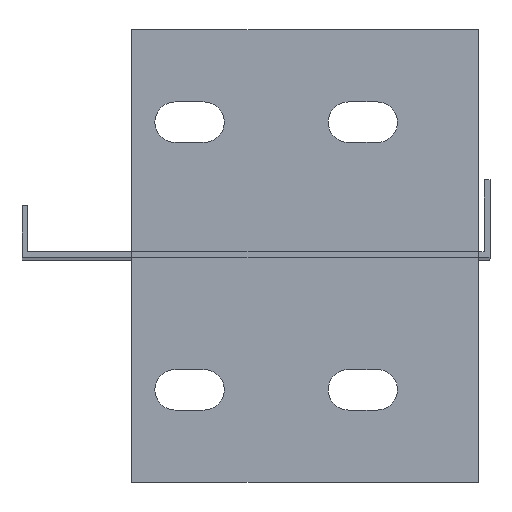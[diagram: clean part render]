
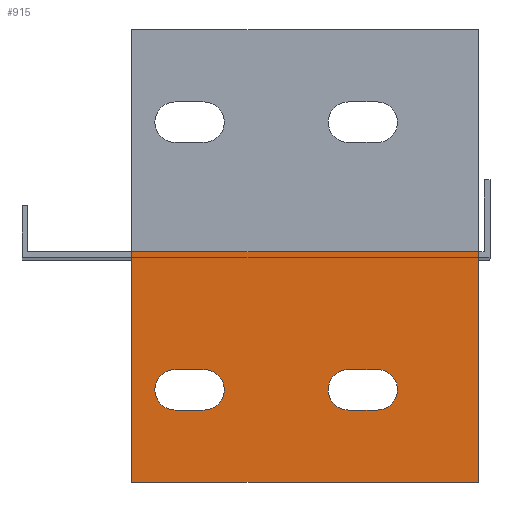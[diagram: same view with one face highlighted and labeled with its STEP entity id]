
A CAD part, top view. The second image highlights one B-rep face of the part: STEP entity #915.
In plain terms, the highlighted planar face has unit normal (0, 0, 1).
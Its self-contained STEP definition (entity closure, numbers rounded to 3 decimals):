
#26=FACE_BOUND('',#105,.T.);
#27=FACE_BOUND('',#106,.T.);
#38=CIRCLE('',#991,3.5);
#39=CIRCLE('',#992,3.5);
#40=CIRCLE('',#993,3.5);
#41=CIRCLE('',#994,3.5);
#56=FACE_OUTER_BOUND('',#104,.T.);
#104=EDGE_LOOP('',(#660,#661,#662,#663,#664,#665));
#105=EDGE_LOOP('',(#666,#667,#668,#669));
#106=EDGE_LOOP('',(#670,#671,#672,#673));
#204=LINE('',#1404,#314);
#206=LINE('',#1409,#316);
#207=LINE('',#1411,#317);
#208=LINE('',#1413,#318);
#209=LINE('',#1415,#319);
#210=LINE('',#1416,#320);
#211=LINE('',#1421,#321);
#212=LINE('',#1424,#322);
#213=LINE('',#1429,#323);
#214=LINE('',#1432,#324);
#314=VECTOR('',#1130,10.);
#316=VECTOR('',#1136,10.);
#317=VECTOR('',#1137,10.);
#318=VECTOR('',#1138,10.);
#319=VECTOR('',#1139,10.);
#320=VECTOR('',#1140,10.);
#321=VECTOR('',#1143,10.);
#322=VECTOR('',#1146,10.);
#323=VECTOR('',#1149,10.);
#324=VECTOR('',#1152,10.);
#416=VERTEX_POINT('',#1390);
#421=VERTEX_POINT('',#1402);
#422=VERTEX_POINT('',#1408);
#423=VERTEX_POINT('',#1410);
#424=VERTEX_POINT('',#1412);
#425=VERTEX_POINT('',#1414);
#426=VERTEX_POINT('',#1417);
#427=VERTEX_POINT('',#1418);
#428=VERTEX_POINT('',#1420);
#429=VERTEX_POINT('',#1422);
#430=VERTEX_POINT('',#1425);
#431=VERTEX_POINT('',#1426);
#432=VERTEX_POINT('',#1428);
#433=VERTEX_POINT('',#1430);
#516=EDGE_CURVE('',#421,#416,#204,.T.);
#518=EDGE_CURVE('',#422,#421,#206,.T.);
#519=EDGE_CURVE('',#422,#423,#207,.T.);
#520=EDGE_CURVE('',#423,#424,#208,.T.);
#521=EDGE_CURVE('',#424,#425,#209,.T.);
#522=EDGE_CURVE('',#416,#425,#210,.T.);
#523=EDGE_CURVE('',#426,#427,#38,.T.);
#524=EDGE_CURVE('',#427,#428,#211,.T.);
#525=EDGE_CURVE('',#428,#429,#39,.T.);
#526=EDGE_CURVE('',#429,#426,#212,.T.);
#527=EDGE_CURVE('',#430,#431,#40,.T.);
#528=EDGE_CURVE('',#431,#432,#213,.T.);
#529=EDGE_CURVE('',#432,#433,#41,.T.);
#530=EDGE_CURVE('',#433,#430,#214,.T.);
#660=ORIENTED_EDGE('',*,*,#518,.F.);
#661=ORIENTED_EDGE('',*,*,#519,.T.);
#662=ORIENTED_EDGE('',*,*,#520,.T.);
#663=ORIENTED_EDGE('',*,*,#521,.T.);
#664=ORIENTED_EDGE('',*,*,#522,.F.);
#665=ORIENTED_EDGE('',*,*,#516,.F.);
#666=ORIENTED_EDGE('',*,*,#523,.T.);
#667=ORIENTED_EDGE('',*,*,#524,.T.);
#668=ORIENTED_EDGE('',*,*,#525,.T.);
#669=ORIENTED_EDGE('',*,*,#526,.T.);
#670=ORIENTED_EDGE('',*,*,#527,.T.);
#671=ORIENTED_EDGE('',*,*,#528,.T.);
#672=ORIENTED_EDGE('',*,*,#529,.T.);
#673=ORIENTED_EDGE('',*,*,#530,.T.);
#834=PLANE('',#990);
#915=ADVANCED_FACE('',(#56,#26,#27),#834,.T.);
#990=AXIS2_PLACEMENT_3D('',#1407,#1134,#1135);
#991=AXIS2_PLACEMENT_3D('',#1419,#1141,#1142);
#992=AXIS2_PLACEMENT_3D('',#1423,#1144,#1145);
#993=AXIS2_PLACEMENT_3D('',#1427,#1147,#1148);
#994=AXIS2_PLACEMENT_3D('',#1431,#1150,#1151);
#1130=DIRECTION('',(1.,0.,0.));
#1134=DIRECTION('center_axis',(0.,0.,
1.));
#1135=DIRECTION('ref_axis',(0.,-1.,0.));
#1136=DIRECTION('',(0.,1.,0.));
#1137=DIRECTION('',(0.,-1.,0.));
#1138=DIRECTION('',(1.,0.,0.));
#1139=DIRECTION('',(0.,1.,0.));
#1140=DIRECTION('',(0.,-1.,0.));
#1141=DIRECTION('center_axis',(0.,0.,
-1.));
#1142=DIRECTION('ref_axis',(0.,1.,0.));
#1143=DIRECTION('',(1.,0.,0.));
#1144=DIRECTION('center_axis',(0.,0.,
-1.));
#1145=DIRECTION('ref_axis',(0.,-1.,0.));
#1146=DIRECTION('',(-1.,0.,0.));
#1147=DIRECTION('center_axis',(0.,0.,
-1.));
#1148=DIRECTION('ref_axis',(0.,1.,0.));
#1149=DIRECTION('',(1.,0.,0.));
#1150=DIRECTION('center_axis',(0.,0.,
-1.));
#1151=DIRECTION('ref_axis',(0.,-1.,0.));
#1152=DIRECTION('',(-1.,0.,0.));
#1390=CARTESIAN_POINT('',(0.,0.,-38.));
#1402=CARTESIAN_POINT('',(-60.,0.,-38.));
#1404=CARTESIAN_POINT('',(-34.693,0.,-38.));
#1407=CARTESIAN_POINT('Origin',(-34.693,149.081,-38.));
#1408=CARTESIAN_POINT('',(-60.,-2.,-38.));
#1409=CARTESIAN_POINT('',(-60.,75.416,-38.));
#1410=CARTESIAN_POINT('',(-60.,-39.919,-38.));
#1411=CARTESIAN_POINT('',(-60.,10.081,-38.));
#1412=CARTESIAN_POINT('',(0.,-39.919,-38.));
#1413=CARTESIAN_POINT('',(-60.,-39.919,-38.));
#1414=CARTESIAN_POINT('',(0.,-2.,-38.));
#1415=CARTESIAN_POINT('',(0.,-39.919,-38.));
#1416=CARTESIAN_POINT('',(0.,73.541,-38.));
#1417=CARTESIAN_POINT('',(-52.5,-27.419,-38.));
#1418=CARTESIAN_POINT('',(-52.5,-20.419,-38.));
#1419=CARTESIAN_POINT('Origin',(-52.5,-23.919,-38.));
#1420=CARTESIAN_POINT('',(-47.5,-20.419,-38.));
#1421=CARTESIAN_POINT('',(-43.597,-20.419,-38.));
#1422=CARTESIAN_POINT('',(-47.5,-27.419,-38.));
#1423=CARTESIAN_POINT('Origin',(-47.5,-23.919,-38.));
#1424=CARTESIAN_POINT('',(-41.097,-27.419,-38.));
#1425=CARTESIAN_POINT('',(-22.5,-27.419,-38.));
#1426=CARTESIAN_POINT('',(-22.5,-20.419,-38.));
#1427=CARTESIAN_POINT('Origin',(-22.5,-23.919,-38.));
#1428=CARTESIAN_POINT('',(-17.5,-20.419,-38.));
#1429=CARTESIAN_POINT('',(-28.597,-20.419,-38.));
#1430=CARTESIAN_POINT('',(-17.5,-27.419,-38.));
#1431=CARTESIAN_POINT('Origin',(-17.5,-23.919,-38.));
#1432=CARTESIAN_POINT('',(-26.097,-27.419,-38.));
